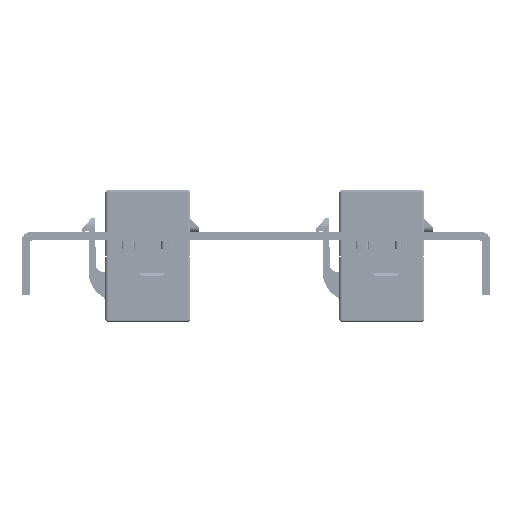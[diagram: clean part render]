
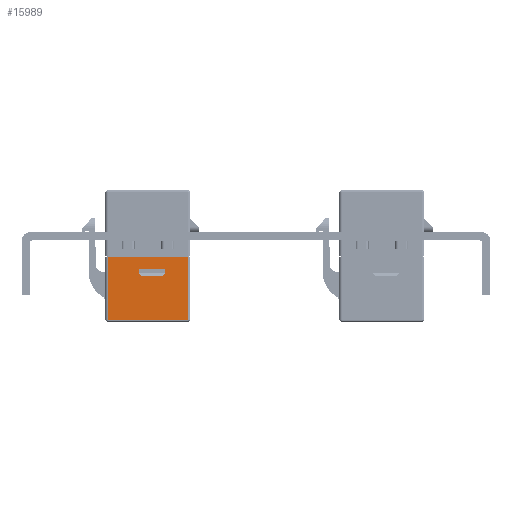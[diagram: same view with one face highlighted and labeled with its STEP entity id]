
A CAD part, left-side view. The second image highlights one B-rep face of the part: STEP entity #15989.
In plain terms, the highlighted planar face has unit normal (-1, 0, 0).
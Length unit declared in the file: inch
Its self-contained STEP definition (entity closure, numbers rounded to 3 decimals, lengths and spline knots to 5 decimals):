
#418 = VECTOR ( 'NONE', #8451, 39.37008 ) ;
#455 = EDGE_LOOP ( 'NONE', ( #8631, #12982, #3900, #9653, #2955, #6610 ) ) ;
#576 = VECTOR ( 'NONE', #4702, 39.37008 ) ;
#817 = EDGE_CURVE ( 'NONE', #18574, #9004, #12932, .T. ) ;
#882 = CARTESIAN_POINT ( 'NONE',  ( -0.2874, -0.31693, -0.47638 ) ) ;
#884 = CARTESIAN_POINT ( 'NONE',  ( -0.2874, -0.31693, 0.49213 ) ) ;
#1311 = DIRECTION ( 'NONE',  ( 0., -1., 0. ) ) ;
#1714 = VECTOR ( 'NONE', #12674, 39.37008 ) ;
#2525 = VERTEX_POINT ( 'NONE', #23277 ) ;
#2583 = DIRECTION ( 'NONE',  ( 0., 0., -1. ) ) ;
#2955 = ORIENTED_EDGE ( 'NONE', *, *, #817, .T. ) ;
#2968 = ORIENTED_EDGE ( 'NONE', *, *, #8013, .T. ) ;
#3515 = LINE ( 'NONE', #18210, #1714 ) ;
#3900 = ORIENTED_EDGE ( 'NONE', *, *, #10826, .T. ) ;
#4029 = VECTOR ( 'NONE', #1311, 39.37008 ) ;
#4172 = EDGE_CURVE ( 'NONE', #12685, #15107, #6219, .T. ) ;
#4261 = LINE ( 'NONE', #11612, #418 ) ;
#4463 = CARTESIAN_POINT ( 'NONE',  ( -0.2874, -0.11024, -0.14961 ) ) ;
#4702 = DIRECTION ( 'NONE',  ( 0., 0.707, -0.707 ) ) ;
#4866 = DIRECTION ( 'NONE',  ( 1., 0., 0. ) ) ;
#5103 = DIRECTION ( 'NONE',  ( 0., 1., 0. ) ) ;
#5522 = VECTOR ( 'NONE', #14162, 39.37008 ) ;
#5955 = CARTESIAN_POINT ( 'NONE',  ( -0.2874, -0.12992, -0.09843 ) ) ;
#6018 = EDGE_LOOP ( 'NONE', ( #15733, #2968, #14715, #18828 ) ) ;
#6205 = FACE_OUTER_BOUND ( 'NONE', #6018, .T. ) ;
#6219 = LINE ( 'NONE', #7916, #22743 ) ;
#6610 = ORIENTED_EDGE ( 'NONE', *, *, #8187, .T. ) ;
#6946 = VERTEX_POINT ( 'NONE', #22543 ) ;
#7509 = VECTOR ( 'NONE', #10282, 39.37008 ) ;
#7785 = VERTEX_POINT ( 'NONE', #18982 ) ;
#7916 = CARTESIAN_POINT ( 'NONE',  ( -0.2874, 0.06693, -0.09843 ) ) ;
#8013 = EDGE_CURVE ( 'NONE', #12625, #2525, #9437, .T. ) ;
#8187 = EDGE_CURVE ( 'NONE', #9004, #12685, #3515, .T. ) ;
#8338 = EDGE_CURVE ( 'NONE', #6946, #18574, #23458, .T. ) ;
#8344 = EDGE_CURVE ( 'NONE', #15107, #12479, #10109, .T. ) ;
#8451 = DIRECTION ( 'NONE',  ( 0., 0., -1. ) ) ;
#8631 = ORIENTED_EDGE ( 'NONE', *, *, #4172, .T. ) ;
#8749 = LINE ( 'NONE', #20061, #18285 ) ;
#8869 = CARTESIAN_POINT ( 'NONE',  ( -0.2874, -0.30118, 0.49213 ) ) ;
#8911 = EDGE_CURVE ( 'NONE', #12625, #7785, #8749, .T. ) ;
#9004 = VERTEX_POINT ( 'NONE', #9470 ) ;
#9071 = CARTESIAN_POINT ( 'NONE',  ( -0.2874, 0.04724, -0.14961 ) ) ;
#9437 = LINE ( 'NONE', #22083, #10176 ) ;
#9470 = CARTESIAN_POINT ( 'NONE',  ( -0.2874, 0.04724, -0.14961 ) ) ;
#9653 = ORIENTED_EDGE ( 'NONE', *, *, #8338, .T. ) ;
#10109 = LINE ( 'NONE', #10351, #4029 ) ;
#10176 = VECTOR ( 'NONE', #14850, 39.37008 ) ;
#10282 = DIRECTION ( 'NONE',  ( 0., -1., 0. ) ) ;
#10351 = CARTESIAN_POINT ( 'NONE',  ( -0.2874, 0.06693, -0.09843 ) ) ;
#10826 = EDGE_CURVE ( 'NONE', #12479, #6946, #4261, .T. ) ;
#11108 = AXIS2_PLACEMENT_3D ( 'NONE', #884, #4866, #2583 ) ;
#11612 = CARTESIAN_POINT ( 'NONE',  ( -0.2874, -0.12992, -0.12992 ) ) ;
#12479 = VERTEX_POINT ( 'NONE', #5955 ) ;
#12501 = DIRECTION ( 'NONE',  ( 0., -1., 0. ) ) ;
#12625 = VERTEX_POINT ( 'NONE', #19292 ) ;
#12674 = DIRECTION ( 'NONE',  ( 0., 0.707, 0.707 ) ) ;
#12685 = VERTEX_POINT ( 'NONE', #23010 ) ;
#12932 = LINE ( 'NONE', #9071, #14729 ) ;
#12982 = ORIENTED_EDGE ( 'NONE', *, *, #8344, .T. ) ;
#13457 = VERTEX_POINT ( 'NONE', #18826 ) ;
#13862 = CARTESIAN_POINT ( 'NONE',  ( -0.2874, 0.06693, -0.09843 ) ) ;
#13892 = FACE_BOUND ( 'NONE', #455, .T. ) ;
#14162 = DIRECTION ( 'NONE',  ( 0., 0., 1. ) ) ;
#14715 = ORIENTED_EDGE ( 'NONE', *, *, #19533, .T. ) ;
#14729 = VECTOR ( 'NONE', #5103, 39.37008 ) ;
#14850 = DIRECTION ( 'NONE',  ( 0., 0., -1. ) ) ;
#15107 = VERTEX_POINT ( 'NONE', #13862 ) ;
#15733 = ORIENTED_EDGE ( 'NONE', *, *, #8911, .F. ) ;
#15989 = ADVANCED_FACE ( 'NONE', ( #13892, #6205 ), #17385, .F. ) ;
#16093 = LINE ( 'NONE', #8869, #5522 ) ;
#17182 = DIRECTION ( 'NONE',  ( 0., 0., 1. ) ) ;
#17385 = PLANE ( 'NONE',  #11108 ) ;
#17880 = EDGE_CURVE ( 'NONE', #13457, #7785, #16093, .T. ) ;
#18210 = CARTESIAN_POINT ( 'NONE',  ( -0.2874, 0.06693, -0.12992 ) ) ;
#18285 = VECTOR ( 'NONE', #12501, 39.37008 ) ;
#18574 = VERTEX_POINT ( 'NONE', #4463 ) ;
#18826 = CARTESIAN_POINT ( 'NONE',  ( -0.2874, -0.30118, -0.47638 ) ) ;
#18828 = ORIENTED_EDGE ( 'NONE', *, *, #17880, .T. ) ;
#18972 = LINE ( 'NONE', #882, #7509 ) ;
#18982 = CARTESIAN_POINT ( 'NONE',  ( -0.2874, -0.30118, -0.00394 ) ) ;
#19292 = CARTESIAN_POINT ( 'NONE',  ( -0.2874, 0.30118, -0.00394 ) ) ;
#19533 = EDGE_CURVE ( 'NONE', #2525, #13457, #18972, .T. ) ;
#20061 = CARTESIAN_POINT ( 'NONE',  ( -0.2874, -0.30118, -0.00394 ) ) ;
#22083 = CARTESIAN_POINT ( 'NONE',  ( -0.2874, 0.30118, 0.49213 ) ) ;
#22543 = CARTESIAN_POINT ( 'NONE',  ( -0.2874, -0.12992, -0.12992 ) ) ;
#22743 = VECTOR ( 'NONE', #17182, 39.37008 ) ;
#23010 = CARTESIAN_POINT ( 'NONE',  ( -0.2874, 0.06693, -0.12992 ) ) ;
#23114 = CARTESIAN_POINT ( 'NONE',  ( -0.2874, -0.11024, -0.14961 ) ) ;
#23277 = CARTESIAN_POINT ( 'NONE',  ( -0.2874, 0.30118, -0.47638 ) ) ;
#23458 = LINE ( 'NONE', #23114, #576 ) ;
